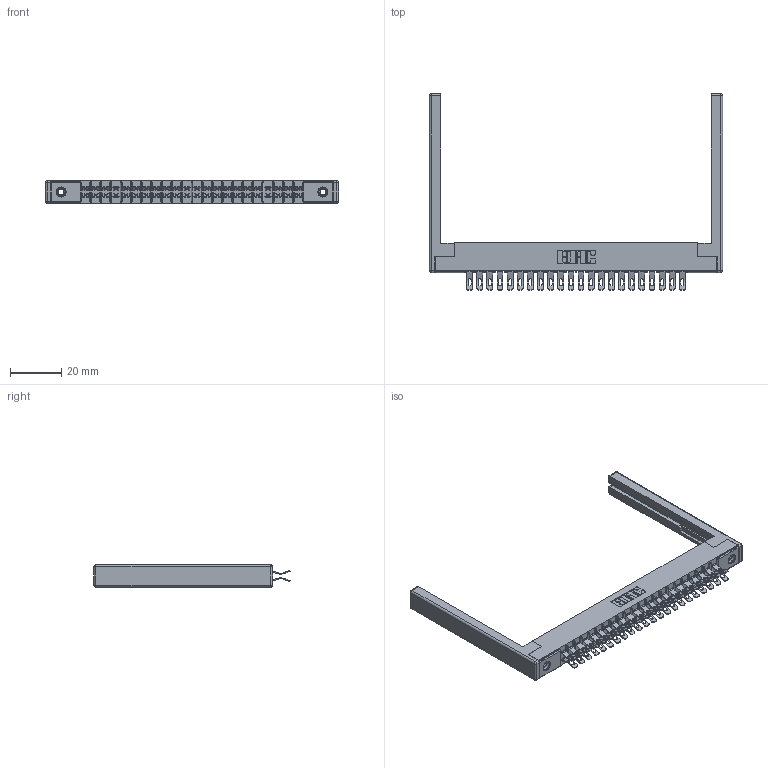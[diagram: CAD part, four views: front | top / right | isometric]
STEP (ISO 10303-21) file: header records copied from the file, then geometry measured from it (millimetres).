
FILE_DESCRIPTION (( 'STEP AP203' ), '1' );
FILE_NAME ('315-044-555-268.STEP', '2019-09-10T17:52:29', ( '' ), ( '' ), 'SwSTEP 2.0', 'SolidWorks 2016', '' );
FILE_SCHEMA (( 'CONFIG_CONTROL_DESIGN' ));
Length unit declared in the file: inch
Products named in the file (5): 305 Part_.156 Dia; 305-290-001_555; 345-250-001_345-250-001-102; 307-220-068; 315-044-555-268
Assembly tree (49 placements, depth 2):
  315-044-555-268
    305 Part_.156 Dia
    305-290-001_555  x44
    345-250-001_345-250-001-102  x2
    307-220-068  x2
Bounding box: 114.6 x 76.71 x 8.71 mm (x, y, z)
Volume: 11894.9 mm3; surface area: 18592.1 mm2
Topology: 49 solids, 49 shells, 3174 faces, 9396 edges, 6124 vertices
Faces by surface type: plane 1564, cylinder 1498, sphere 96, cone 12, torus 4
Entity records: 29638 total; most frequent: CARTESIAN_POINT 4895, ORIENTED_EDGE 4838, DIRECTION 4765, EDGE_CURVE 2419, LINE 1905, VECTOR 1905, VERTEX_POINT 1544, AXIS2_PLACEMENT_3D 1430
